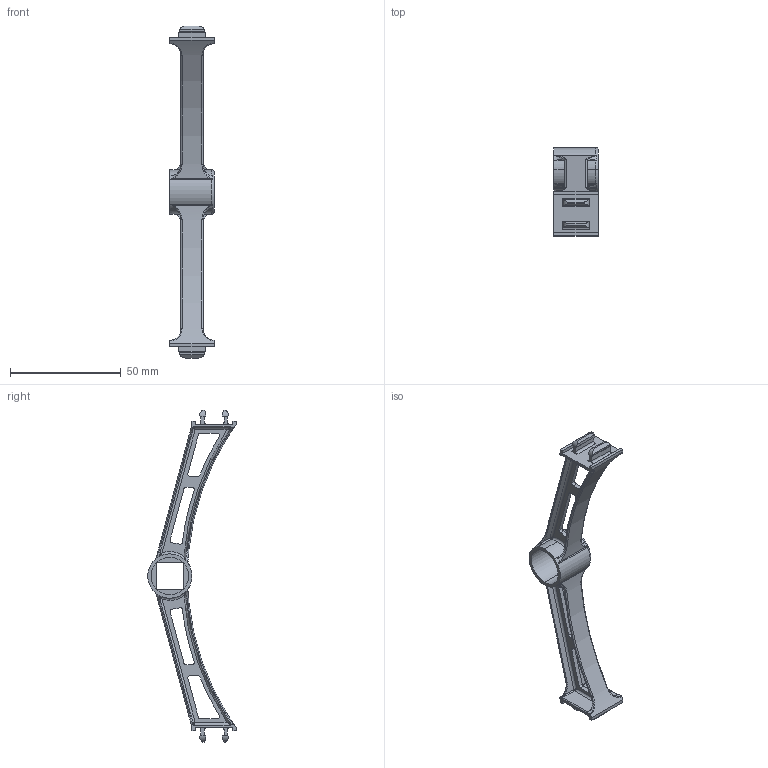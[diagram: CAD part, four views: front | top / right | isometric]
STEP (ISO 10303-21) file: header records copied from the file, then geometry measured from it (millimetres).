
FILE_DESCRIPTION (( 'STEP AP203' ), '1' );
FILE_NAME ('10-00747c.step', '2014-04-13T23:21:07', ( 'Nicholas Morozovsky' ), ( '' ), 'SwSTEP 2.0', 'SolidWorks 2012', '' );
FILE_SCHEMA (( 'CONFIG_CONTROL_DESIGN' ));
Length unit declared in the file: millimetre
Products named in the file (1): 10-00747c
Bounding box: 20 x 40 x 150 mm (x, y, z)
Volume: 8205.1 mm3; surface area: 11964.9 mm2
Topology: 1 solids, 1 shells, 300 faces, 786 edges, 469 vertices
Faces by surface type: cylinder 111, plane 101, bspline 52, torus 36
Entity records: 11540 total; most frequent: CARTESIAN_POINT 4644, ORIENTED_EDGE 1524, DIRECTION 1341, EDGE_CURVE 762, AXIS2_PLACEMENT_3D 510, VERTEX_POINT 469, LINE 321, VECTOR 321
